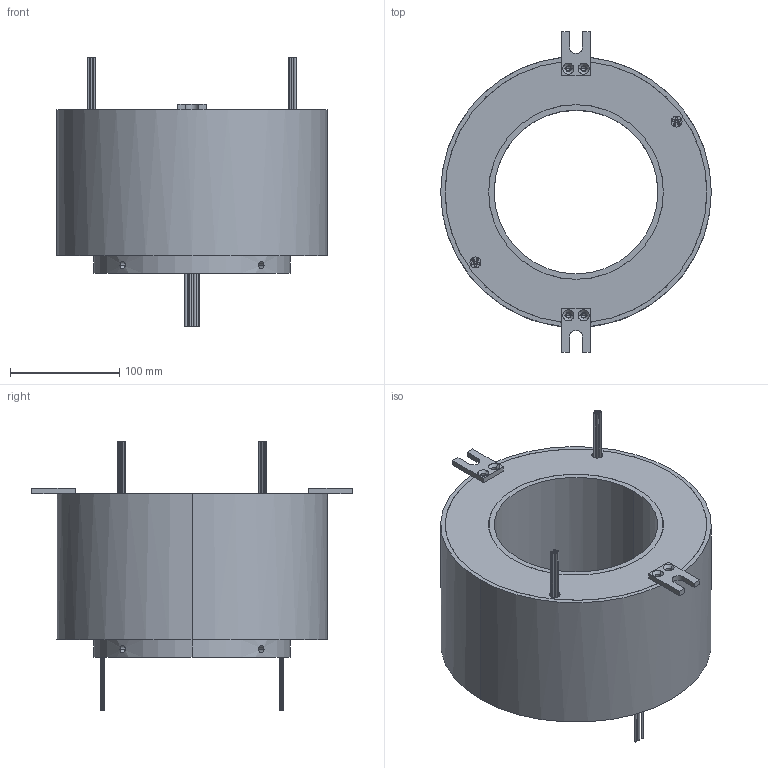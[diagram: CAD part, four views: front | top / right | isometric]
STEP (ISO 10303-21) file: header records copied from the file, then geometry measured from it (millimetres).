
FILE_DESCRIPTION (( 'STEP AP203' ), '1' );
FILE_NAME ('MT150248-P1210.STEP', '2018-01-19T06:26:31', ( 'Windows' ), ( 'Microsoft' ), 'SwSTEP 2.0', 'SolidWorks 2014', '' );
FILE_SCHEMA (( 'CONFIG_CONTROL_DESIGN' ));
Length unit declared in the file: millimetre
Products named in the file (1): MT150248-P1210
Bounding box: 248 x 294 x 247 mm (x, y, z)
Volume: 4236960 mm3; surface area: 275586.9 mm2
Topology: 1 solids, 1 shells, 184 faces, 416 edges, 264 vertices
Faces by surface type: cylinder 106, plane 62, cone 16
Entity records: 5741 total; most frequent: CARTESIAN_POINT 1369, DIRECTION 978, ORIENTED_EDGE 816, EDGE_CURVE 408, AXIS2_PLACEMENT_3D 401, VERTEX_POINT 264, EDGE_LOOP 236, CIRCLE 216
